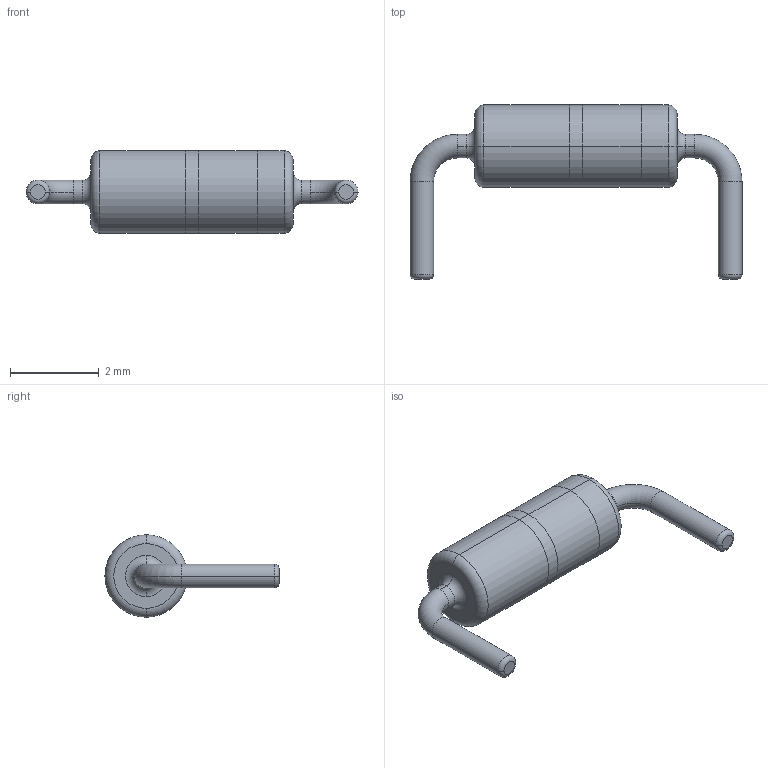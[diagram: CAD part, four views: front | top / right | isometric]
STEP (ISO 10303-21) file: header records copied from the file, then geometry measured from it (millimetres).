
FILE_DESCRIPTION (( 'STEP AP214' ), '1' );
FILE_NAME ('1n4148.STEP', '2022-07-02T17:39:56', ( '' ), ( '' ), 'SwSTEP 2.0', 'SolidWorks 2020', '' );
FILE_SCHEMA (( 'AUTOMOTIVE_DESIGN' ));
Length unit declared in the file: millimetre
Products named in the file (1): 1n4148
Bounding box: 7.49 x 3.93 x 1.86 mm (x, y, z)
Volume: 14 mm3; surface area: 43.6 mm2
Topology: 1 solids, 1 shells, 36 faces, 74 edges, 42 vertices
Faces by surface type: torus 16, cylinder 16, plane 4
Entity records: 1390 total; most frequent: DIRECTION 206, CARTESIAN_POINT 153, ORIENTED_EDGE 148, AXIS2_PLACEMENT_3D 95, EDGE_CURVE 74, CIRCLE 58, VERTEX_POINT 42, UNCERTAINTY_MEASURE_WITH_UNIT 39
